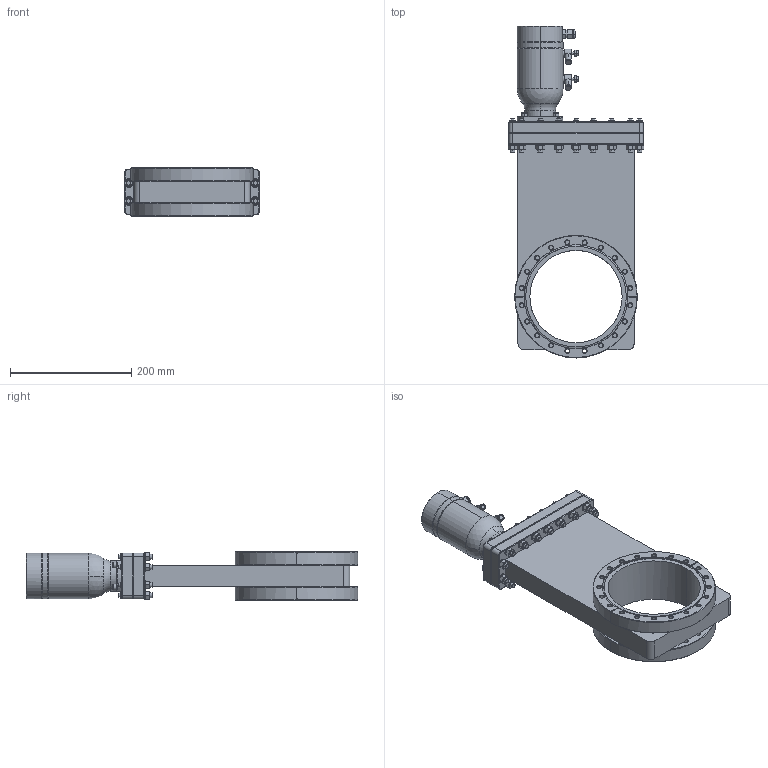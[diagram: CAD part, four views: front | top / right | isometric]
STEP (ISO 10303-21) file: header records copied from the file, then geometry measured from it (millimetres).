
FILE_DESCRIPTION (( 'STEP AP214' ), '1' );
FILE_NAME ('TLG6000_PNEUMATIC_GATE_VALVE_METAL_SEAL_BONNET.STEP', '2020-02-05T00:14:27', ( 'admin' ), ( 'Microsoft' ), 'SwSTEP 2.0', 'SolidWorks 2016', '' );
FILE_SCHEMA (( 'AUTOMOTIVE_DESIGN' ));
Length unit declared in the file: inch
Products named in the file (1): TLG6000_PNEUMATIC_GATE_VALVE_METAL_SEAL_BONNET
Bounding box: 224.01 x 548.08 x 80.39 mm (x, y, z)
Volume: 3548550.2 mm3; surface area: 321297.4 mm2
Topology: 1 solids, 1 shells, 1506 faces, 3703 edges, 2328 vertices
Faces by surface type: plane 821, cone 406, cylinder 273, torus 4, sphere 2
Entity records: 66443 total; most frequent: CARTESIAN_POINT 34202, ORIENTED_EDGE 7402, DIRECTION 5224, EDGE_CURVE 3701, VERTEX_POINT 2328, LINE 1846, VECTOR 1846, AXIS2_PLACEMENT_3D 1689
